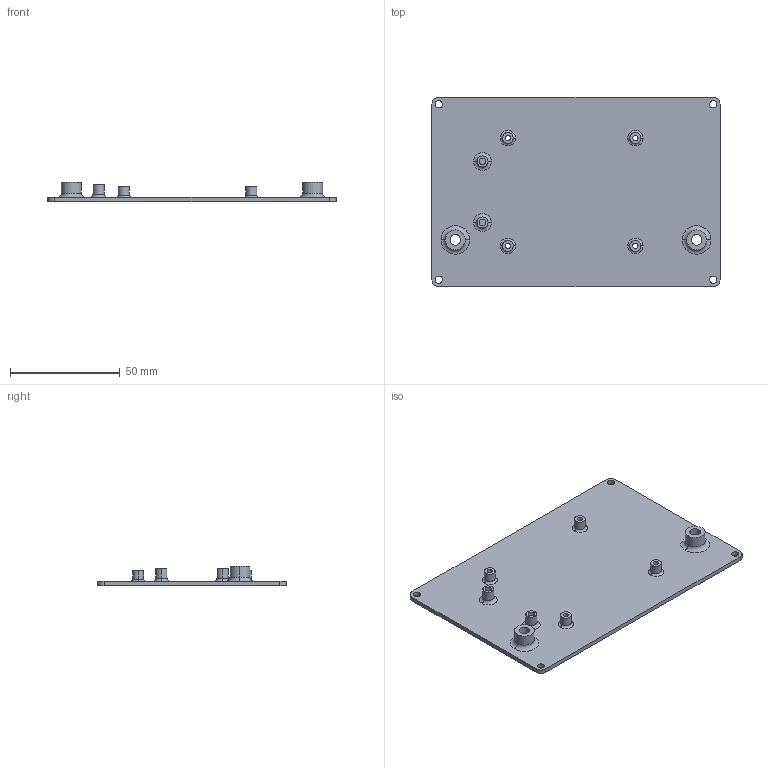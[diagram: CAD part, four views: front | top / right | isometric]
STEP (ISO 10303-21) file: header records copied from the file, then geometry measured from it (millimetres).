
FILE_DESCRIPTION (( 'STEP AP203' ), '1' );
FILE_NAME ('BTT-Pi-TFT-CASE-Back.STEP', '2021-09-12T23:36:03', ( '' ), ( '' ), 'SwSTEP 2.0', 'SolidWorks 2019', '' );
FILE_SCHEMA (( 'CONFIG_CONTROL_DESIGN' ));
Length unit declared in the file: millimetre
Products named in the file (1): BTT-Pi-TFT-CASE-Back
Bounding box: 131 x 86 x 9 mm (x, y, z)
Volume: 23495.9 mm3; surface area: 24673.5 mm2
Topology: 1 solids, 1 shells, 84 faces, 192 edges, 120 vertices
Faces by surface type: cylinder 44, torus 16, plane 16, cone 8
Entity records: 2529 total; most frequent: DIRECTION 490, CARTESIAN_POINT 397, ORIENTED_EDGE 384, AXIS2_PLACEMENT_3D 213, EDGE_CURVE 192, CIRCLE 128, VERTEX_POINT 120, EDGE_LOOP 114
